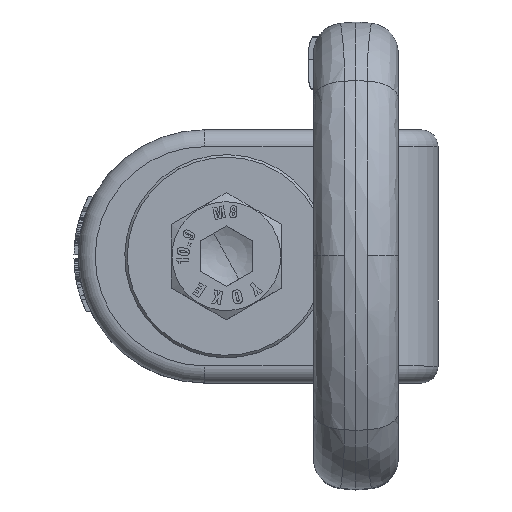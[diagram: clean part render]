
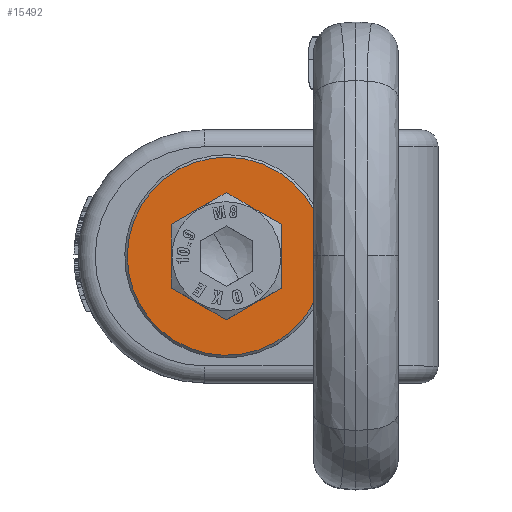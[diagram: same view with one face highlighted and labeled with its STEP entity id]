
A CAD part, top view. The second image highlights one B-rep face of the part: STEP entity #15492.
In plain terms, the highlighted planar face has unit normal (0, 0, 1).
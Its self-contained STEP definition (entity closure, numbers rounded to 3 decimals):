
#15166=CARTESIAN_POINT('Vertex',(-22.691,-10.268,25.)) ;
#15169=CARTESIAN_POINT('Axis2P3D Location',(-28.3,0.,25.)) ;
#15173=CARTESIAN_POINT('Vertex',(-33.909,10.268,25.)) ;
#15188=CARTESIAN_POINT('Axis2P3D Location',(-28.3,0.,25.)) ;
#15465=CARTESIAN_POINT('Axis2P3D Location',(-28.3,4.95,25.)) ;
#15474=CARTESIAN_POINT('Axis2P3D Location',(-28.3,0.,25.)) ;
#15478=CARTESIAN_POINT('Vertex',(-25.512,5.103,25.)) ;
#15480=CARTESIAN_POINT('Vertex',(-31.088,-5.103,25.)) ;
#15483=CARTESIAN_POINT('Axis2P3D Location',(-28.3,0.,25.)) ;
#15170=DIRECTION('Axis2P3D Direction',(0.,0.,-1.)) ;
#15189=DIRECTION('Axis2P3D Direction',(0.,0.,-1.)) ;
#15466=DIRECTION('Axis2P3D Direction',(0.,0.,1.)) ;
#15467=DIRECTION('Axis2P3D XDirection',(1.,0.,0.)) ;
#15475=DIRECTION('Axis2P3D Direction',(0.,0.,1.)) ;
#15484=DIRECTION('Axis2P3D Direction',(0.,0.,1.)) ;
#15171=AXIS2_PLACEMENT_3D('Circle Axis2P3D',#15169,#15170,$) ;
#15190=AXIS2_PLACEMENT_3D('Circle Axis2P3D',#15188,#15189,$) ;
#15468=AXIS2_PLACEMENT_3D('Plane Axis2P3D',#15465,#15466,#15467) ;
#15476=AXIS2_PLACEMENT_3D('Circle Axis2P3D',#15474,#15475,$) ;
#15485=AXIS2_PLACEMENT_3D('Circle Axis2P3D',#15483,#15484,$) ;
#15471=ORIENTED_EDGE('',*,*,#15192,.T.) ;
#15472=ORIENTED_EDGE('',*,*,#15175,.T.) ;
#15489=ORIENTED_EDGE('',*,*,#15482,.F.) ;
#15490=ORIENTED_EDGE('',*,*,#15487,.F.) ;
#15491=FACE_BOUND('',#15488,.T.) ;
#15492=ADVANCED_FACE('\X2\672C9AD4\X0\.1',(#15473,#15491),#15469,.T.) ;
#15172=CIRCLE('generated circle',#15171,11.7) ;
#15191=CIRCLE('generated circle',#15190,11.7) ;
#15477=CIRCLE('generated circle',#15476,5.815) ;
#15486=CIRCLE('generated circle',#15485,5.815) ;
#15175=EDGE_CURVE('',#15174,#15167,#15172,.F.) ;
#15192=EDGE_CURVE('',#15167,#15174,#15191,.F.) ;
#15482=EDGE_CURVE('',#15479,#15481,#15477,.T.) ;
#15487=EDGE_CURVE('',#15481,#15479,#15486,.T.) ;
#15470=EDGE_LOOP('',(#15471,#15472)) ;
#15488=EDGE_LOOP('',(#15489,#15490)) ;
#15473=FACE_OUTER_BOUND('',#15470,.T.) ;
#15469=PLANE('',#15468) ;
#15167=VERTEX_POINT('',#15166) ;
#15174=VERTEX_POINT('',#15173) ;
#15479=VERTEX_POINT('',#15478) ;
#15481=VERTEX_POINT('',#15480) ;
